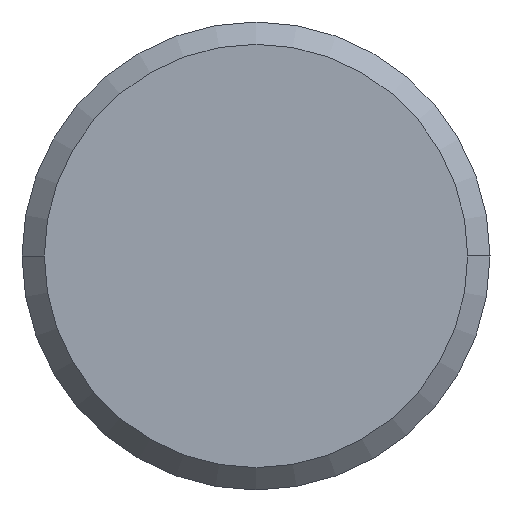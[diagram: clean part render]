
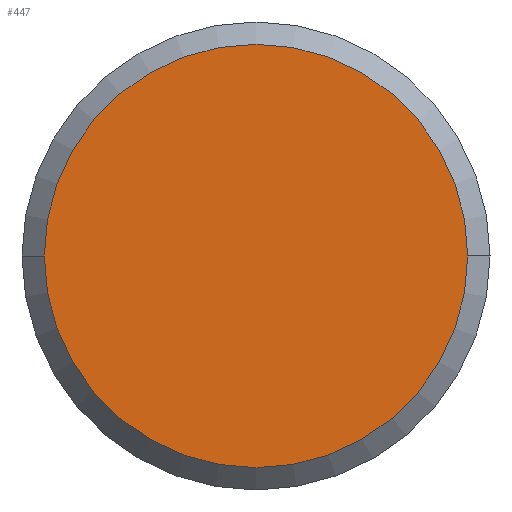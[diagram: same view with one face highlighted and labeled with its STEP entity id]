
A CAD part, left-side view. The second image highlights one B-rep face of the part: STEP entity #447.
In plain terms, the highlighted planar face has unit normal (-1, 0, 0).
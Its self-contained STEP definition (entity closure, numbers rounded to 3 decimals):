
#22 = DIRECTION ( 'NONE',  ( 0., 1., 0. ) ) ;
#27 = ORIENTED_EDGE ( 'NONE', *, *, #221, .F. ) ;
#46 = AXIS2_PLACEMENT_3D ( 'NONE', #212, #128, #71 ) ;
#62 = ORIENTED_EDGE ( 'NONE', *, *, #450, .F. ) ;
#69 = CARTESIAN_POINT ( 'NONE',  ( 0., 0., 0. ) ) ;
#71 = DIRECTION ( 'NONE',  ( 0., 1., 0. ) ) ;
#117 = CARTESIAN_POINT ( 'NONE',  ( 0., 0., 0. ) ) ;
#128 = DIRECTION ( 'NONE',  ( 1., 0., 0. ) ) ;
#131 = AXIS2_PLACEMENT_3D ( 'NONE', #117, #215, #22 ) ;
#145 = FACE_OUTER_BOUND ( 'NONE', #146, .T. ) ;
#146 = EDGE_LOOP ( 'NONE', ( #62, #27 ) ) ;
#180 = CIRCLE ( 'NONE', #131, 7.238 ) ;
#212 = CARTESIAN_POINT ( 'NONE',  ( 0., 0., 0. ) ) ;
#215 = DIRECTION ( 'NONE',  ( 1., 0., 0. ) ) ;
#221 = EDGE_CURVE ( 'NONE', #548, #483, #180, .T. ) ;
#257 = CIRCLE ( 'NONE', #46, 7.238 ) ;
#301 = PLANE ( 'NONE',  #547 ) ;
#310 = CARTESIAN_POINT ( 'NONE',  ( 0., -7.238, 0. ) ) ;
#380 = DIRECTION ( 'NONE',  ( -1., 0., 0. ) ) ;
#447 = ADVANCED_FACE ( 'NONE', ( #145 ), #301, .T. ) ;
#450 = EDGE_CURVE ( 'NONE', #483, #548, #257, .T. ) ;
#483 = VERTEX_POINT ( 'NONE', #488 ) ;
#488 = CARTESIAN_POINT ( 'NONE',  ( 0., 7.238, 0. ) ) ;
#547 = AXIS2_PLACEMENT_3D ( 'NONE', #69, #380, #561 ) ;
#548 = VERTEX_POINT ( 'NONE', #310 ) ;
#561 = DIRECTION ( 'NONE',  ( 0., -1., 0. ) ) ;
